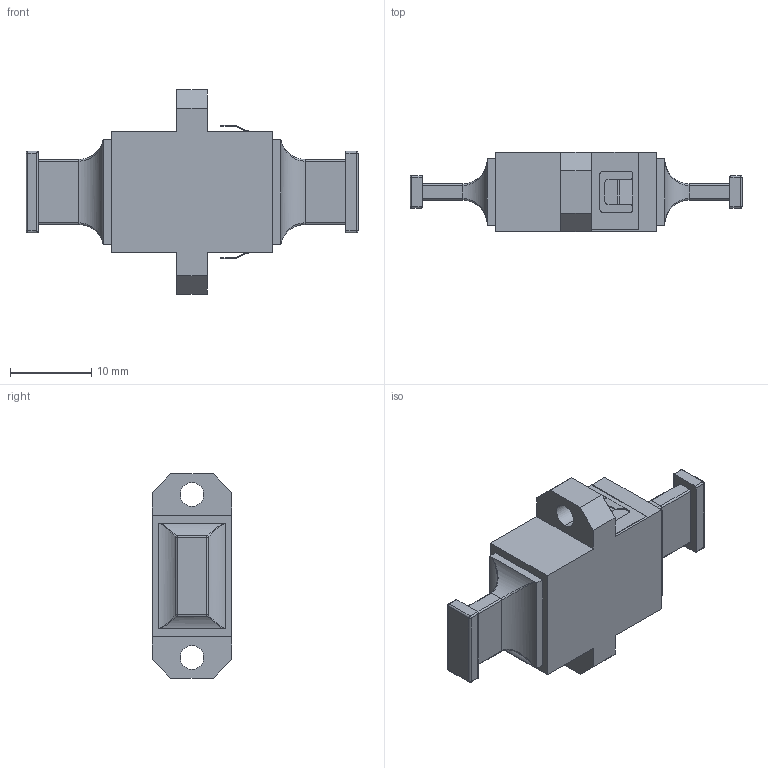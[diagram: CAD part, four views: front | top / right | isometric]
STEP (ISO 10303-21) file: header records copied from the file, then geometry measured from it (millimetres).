
FILE_DESCRIPTION (( 'STEP AP214' ), '1' );
FILE_NAME ('FOA-992A_3D.STEP', '2020-07-17T22:01:23', ( '' ), ( '' ), 'SwSTEP 2.0', 'SolidWorks 2018', '' );
FILE_SCHEMA (( 'AUTOMOTIVE_DESIGN' ));
Length unit declared in the file: inch
Products named in the file (4): FOA-992B_WITH CHAMFERS; FOA-992A_3D; FOA-991A-MA1; DSTCP-MTP-FOA_update 2011
Assembly tree (5 placements, depth 2):
  FOA-992A_3D
    FOA-992B_WITH CHAMFERS
    FOA-991A-MA1  x2
    DSTCP-MTP-FOA_update 2011  x2
Bounding box: 40.86 x 9.8 x 25.15 mm (x, y, z)
Volume: 3263 mm3; surface area: 5293.2 mm2
Topology: 5 solids, 7 shells, 367 faces, 965 edges, 614 vertices
Faces by surface type: plane 236, cylinder 107, torus 8, sphere 8, bspline 8
Entity records: 8085 total; most frequent: CARTESIAN_POINT 1716, ORIENTED_EDGE 1192, DIRECTION 1132, EDGE_CURVE 596, VECTOR 448, LINE 448, VERTEX_POINT 384, AXIS2_PLACEMENT_3D 342
